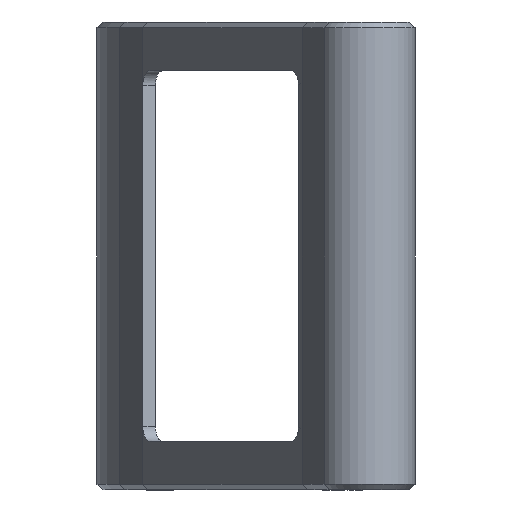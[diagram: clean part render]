
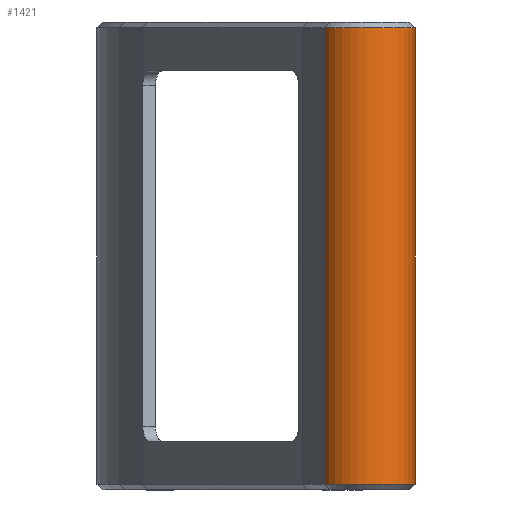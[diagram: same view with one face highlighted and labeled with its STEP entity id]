
A CAD part, front view. The second image highlights one B-rep face of the part: STEP entity #1421.
In plain terms, the highlighted cylindrical face has radius 5 mm (diameter 10 mm), a partial arc.
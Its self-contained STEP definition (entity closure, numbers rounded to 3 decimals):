
#4 = CARTESIAN_POINT ( 'NONE',  ( -119.882, -72.139, 23.4 ) ) ;
#23 = DIRECTION ( 'NONE',  ( 0., 0., 1. ) ) ;
#304 = VERTEX_POINT ( 'NONE', #2951 ) ;
#411 = LINE ( 'NONE', #2668, #5214 ) ;
#478 = CARTESIAN_POINT ( 'NONE',  ( -119.882, -72.139, -24. ) ) ;
#675 = VECTOR ( 'NONE', #3761, 1000. ) ;
#886 = AXIS2_PLACEMENT_3D ( 'NONE', #478, #4297, #4332 ) ;
#1003 = CIRCLE ( 'NONE', #1117, 5. ) ;
#1117 = AXIS2_PLACEMENT_3D ( 'NONE', #4, #1807, #3977 ) ;
#1211 = CARTESIAN_POINT ( 'NONE',  ( -119.882, -72.139, -23.4 ) ) ;
#1421 = ADVANCED_FACE ( 'NONE', ( #2802 ), #2734, .T. ) ;
#1742 = ORIENTED_EDGE ( 'NONE', *, *, #2378, .T. ) ;
#1807 = DIRECTION ( 'NONE',  ( 0., 0., -1. ) ) ;
#1820 = CARTESIAN_POINT ( 'NONE',  ( -124.212, -74.639, -23.4 ) ) ;
#2182 = CARTESIAN_POINT ( 'NONE',  ( -124.212, -74.639, 23.4 ) ) ;
#2216 = DIRECTION ( 'NONE',  ( 1., 0., 0. ) ) ;
#2278 = AXIS2_PLACEMENT_3D ( 'NONE', #1211, #23, #2216 ) ;
#2378 = EDGE_CURVE ( 'NONE', #5353, #4600, #1003, .T. ) ;
#2528 = VERTEX_POINT ( 'NONE', #1820 ) ;
#2668 = CARTESIAN_POINT ( 'NONE',  ( -114.882, -72.139, -24. ) ) ;
#2734 = CYLINDRICAL_SURFACE ( 'NONE', #886, 5. ) ;
#2802 = FACE_OUTER_BOUND ( 'NONE', #4893, .T. ) ;
#2951 = CARTESIAN_POINT ( 'NONE',  ( -114.882, -72.139, -23.4 ) ) ;
#3475 = ORIENTED_EDGE ( 'NONE', *, *, #5678, .T. ) ;
#3761 = DIRECTION ( 'NONE',  ( 0., 0., 1. ) ) ;
#3977 = DIRECTION ( 'NONE',  ( -1., 0., 0. ) ) ;
#4297 = DIRECTION ( 'NONE',  ( 0., 0., 1. ) ) ;
#4332 = DIRECTION ( 'NONE',  ( 1., 0., 0. ) ) ;
#4600 = VERTEX_POINT ( 'NONE', #2182 ) ;
#4784 = CIRCLE ( 'NONE', #2278, 5. ) ;
#4893 = EDGE_LOOP ( 'NONE', ( #3475, #6051, #1742, #5246 ) ) ;
#5201 = EDGE_CURVE ( 'NONE', #2528, #4600, #6995, .T. ) ;
#5214 = VECTOR ( 'NONE', #5897, 1000. ) ;
#5246 = ORIENTED_EDGE ( 'NONE', *, *, #5201, .F. ) ;
#5353 = VERTEX_POINT ( 'NONE', #5588 ) ;
#5588 = CARTESIAN_POINT ( 'NONE',  ( -114.882, -72.139, 23.4 ) ) ;
#5678 = EDGE_CURVE ( 'NONE', #2528, #304, #4784, .T. ) ;
#5897 = DIRECTION ( 'NONE',  ( 0., 0., 1. ) ) ;
#6051 = ORIENTED_EDGE ( 'NONE', *, *, #6306, .T. ) ;
#6306 = EDGE_CURVE ( 'NONE', #304, #5353, #411, .T. ) ;
#6639 = CARTESIAN_POINT ( 'NONE',  ( -124.212, -74.639, -24. ) ) ;
#6995 = LINE ( 'NONE', #6639, #675 ) ;
